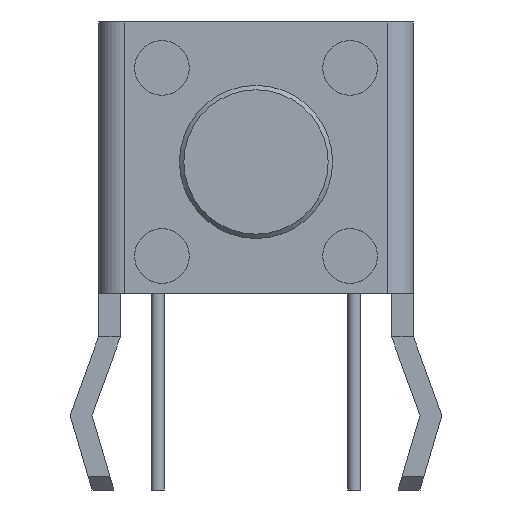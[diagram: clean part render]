
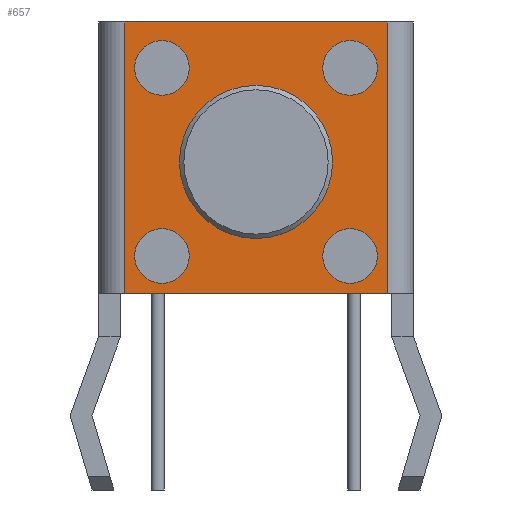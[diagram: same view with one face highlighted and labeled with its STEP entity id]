
A CAD part, front view. The second image highlights one B-rep face of the part: STEP entity #657.
In plain terms, the highlighted planar face has unit normal (0, -1, 0).
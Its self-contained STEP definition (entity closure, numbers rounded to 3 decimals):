
#43=CARTESIAN_POINT('',(-3.0,-2.55,7.2));
#44=VERTEX_POINT('',#43);
#61=CARTESIAN_POINT('',(3.0,-2.55,7.2));
#62=VERTEX_POINT('',#61);
#63=CARTESIAN_POINT('',(-3.1,-2.55,7.2));
#64=DIRECTION('',(1.0,0.0,0.0));
#65=VECTOR('',#64,1.0);
#66=LINE('',#63,#65);
#67=EDGE_CURVE('n� 263',#44,#62,#66,.T.);
#572=CARTESIAN_POINT('',(-1.525,-2.55,1.85));
#573=VERTEX_POINT('',#572);
#574=CARTESIAN_POINT('',(-2.15,-2.55,1.85));
#575=DIRECTION('',(0.0,-1.0,-0.0));
#576=DIRECTION('',(1.0,0.0,0.0));
#577=AXIS2_PLACEMENT_3D('',#574,#575,#576);
#578=CIRCLE('',#577,0.625);
#579=EDGE_CURVE('n� 980',#573,#573,#578,.T.);
#580=ORIENTED_EDGE('',*,*,#579,.F.);
#581=EDGE_LOOP('',(#580));
#582=FACE_OUTER_BOUND('',#581,.T.);
#583=CARTESIAN_POINT('',(-1.525,-2.55,6.15));
#584=VERTEX_POINT('',#583);
#585=CARTESIAN_POINT('',(-2.15,-2.55,6.15));
#586=DIRECTION('',(0.0,-1.0,-0.0));
#587=DIRECTION('',(1.0,0.0,0.0));
#588=AXIS2_PLACEMENT_3D('',#585,#586,#587);
#589=CIRCLE('',#588,0.625);
#590=EDGE_CURVE('n� 914',#584,#584,#589,.T.);
#591=ORIENTED_EDGE('',*,*,#590,.F.);
#592=EDGE_LOOP('',(#591));
#593=FACE_BOUND('',#592,.T.);
#594=CARTESIAN_POINT('',(1.75,-2.55,4.0));
#595=VERTEX_POINT('',#594);
#596=CARTESIAN_POINT('',(-0.0,-2.55,4.0));
#597=DIRECTION('',(0.0,-1.0,-0.0));
#598=DIRECTION('',(1.0,0.0,0.0));
#599=AXIS2_PLACEMENT_3D('',#596,#597,#598);
#600=CIRCLE('',#599,1.75);
#601=EDGE_CURVE('n� 865',#595,#595,#600,.T.);
#602=ORIENTED_EDGE('',*,*,#601,.F.);
#603=EDGE_LOOP('',(#602));
#604=FACE_BOUND('',#603,.T.);
#605=CARTESIAN_POINT('',(2.775,-2.55,6.15));
#606=VERTEX_POINT('',#605);
#607=CARTESIAN_POINT('',(2.15,-2.55,6.15));
#608=DIRECTION('',(0.0,-1.0,-0.0));
#609=DIRECTION('',(1.0,0.0,0.0));
#610=AXIS2_PLACEMENT_3D('',#607,#608,#609);
#611=CIRCLE('',#610,0.625);
#612=EDGE_CURVE('n� 947',#606,#606,#611,.T.);
#613=ORIENTED_EDGE('',*,*,#612,.F.);
#614=EDGE_LOOP('',(#613));
#615=FACE_BOUND('',#614,.T.);
#616=CARTESIAN_POINT('',(2.775,-2.55,1.85));
#617=VERTEX_POINT('',#616);
#618=CARTESIAN_POINT('',(2.15,-2.55,1.85));
#619=DIRECTION('',(0.0,-1.0,-0.0));
#620=DIRECTION('',(1.0,0.0,0.0));
#621=AXIS2_PLACEMENT_3D('',#618,#619,#620);
#622=CIRCLE('',#621,0.625);
#623=EDGE_CURVE('n� 1013',#617,#617,#622,.T.);
#624=ORIENTED_EDGE('',*,*,#623,.F.);
#625=EDGE_LOOP('',(#624));
#626=FACE_BOUND('',#625,.T.);
#627=CARTESIAN_POINT('',(-3.0,-2.55,1.0));
#628=VERTEX_POINT('',#627);
#629=CARTESIAN_POINT('',(-3.0,-2.55,-0.0));
#630=DIRECTION('',(0.0,-0.0,1.0));
#631=VECTOR('',#630,1.0);
#632=LINE('',#629,#631);
#633=EDGE_CURVE('n� 1230',#628,#44,#632,.T.);
#634=ORIENTED_EDGE('',*,*,#633,.F.);
#635=CARTESIAN_POINT('',(3.0,-2.55,1.0));
#636=VERTEX_POINT('',#635);
#637=CARTESIAN_POINT('',(-3.6,-2.55,1.0));
#638=DIRECTION('',(-1.0,0.0,0.0));
#639=VECTOR('',#638,1.0);
#640=LINE('',#637,#639);
#641=EDGE_CURVE('n� 1323',#636,#628,#640,.T.);
#642=ORIENTED_EDGE('',*,*,#641,.F.);
#643=CARTESIAN_POINT('',(3.0,-2.55,-0.0));
#644=DIRECTION('',(-0.0,-0.0,1.0));
#645=VECTOR('',#644,1.0);
#646=LINE('',#643,#645);
#647=EDGE_CURVE('n� 1240',#636,#62,#646,.T.);
#648=ORIENTED_EDGE('',*,*,#647,.T.);
#649=ORIENTED_EDGE('',*,*,#67,.F.);
#650=EDGE_LOOP('',(#634,#642,#648,#649));
#651=FACE_BOUND('',#650,.T.);
#652=CARTESIAN_POINT('',(-3.1,-2.55,-0.0));
#653=DIRECTION('',(0.0,-1.0,-0.0));
#654=DIRECTION('',(1.0,0.0,0.0));
#655=AXIS2_PLACEMENT_3D('',#652,#653,#654);
#656=PLANE('',#655);
#657=ADVANCED_FACE('n� 1272',(#582,#593,#604,#615,#626,#651),#656,.T.);
